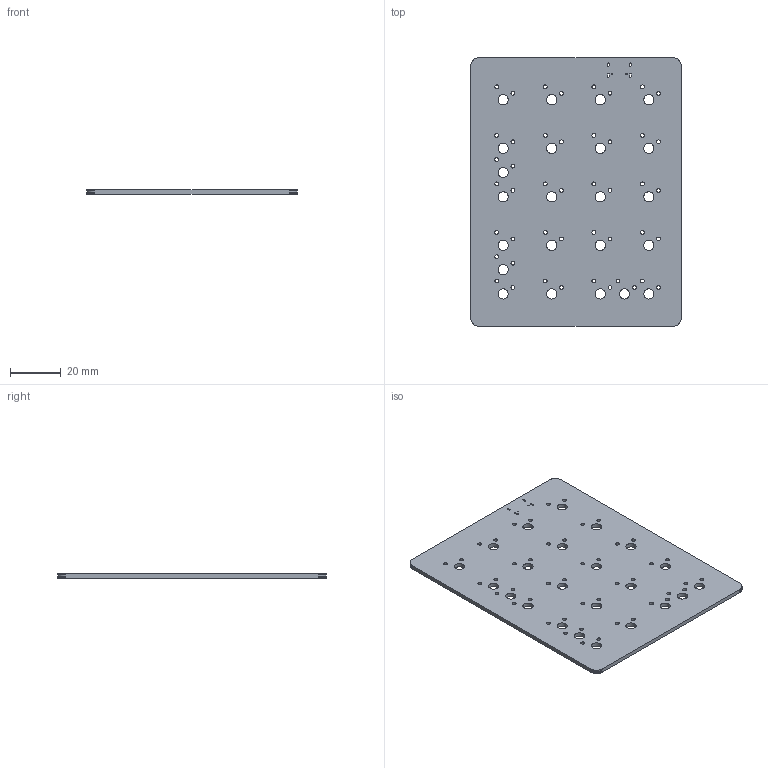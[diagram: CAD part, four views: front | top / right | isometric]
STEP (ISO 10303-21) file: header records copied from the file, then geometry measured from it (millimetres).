
FILE_DESCRIPTION(('KiCad electronic assembly'),'2;1');
FILE_NAME('4x5Macro-Numpad-USBC.step','2023-10-22T15:04:27',('Pcbnew'),( 'Kicad'),'Open CASCADE STEP processor 7.6','KiCad to STEP converter' ,'Unknown');
FILE_SCHEMA(('AUTOMOTIVE_DESIGN { 1 0 10303 214 1 1 1 1 }'));
Length unit declared in the file: millimetre
Products named in the file (2): 4x5Macro-Numpad-USBC 1; 4x5Macro-Numpad-USBC PCB
Assembly tree (1 placements, depth 2):
  4x5Macro-Numpad-USBC 1
    4x5Macro-Numpad-USBC PCB
Bounding box: 82.55 x 105.41 x 1.58 mm (x, y, z)
Volume: 13143.2 mm3; surface area: 18051.8 mm2
Topology: 1 solids, 1 shells, 213 faces, 633 edges, 422 vertices
Faces by surface type: plane 142, cylinder 71
Full cylindrical faces by diameter (mm): 0.65 x2, 1.5 x46, 4 x23
Entity records: 16131 total; most frequent: CARTESIAN_POINT 3388, DIRECTION 2329, LINE 1615, VECTOR 1615, ORIENTED_EDGE 1266, PCURVE 1266, DEFINITIONAL_REPRESENTATION 1266, EDGE_CURVE 633
